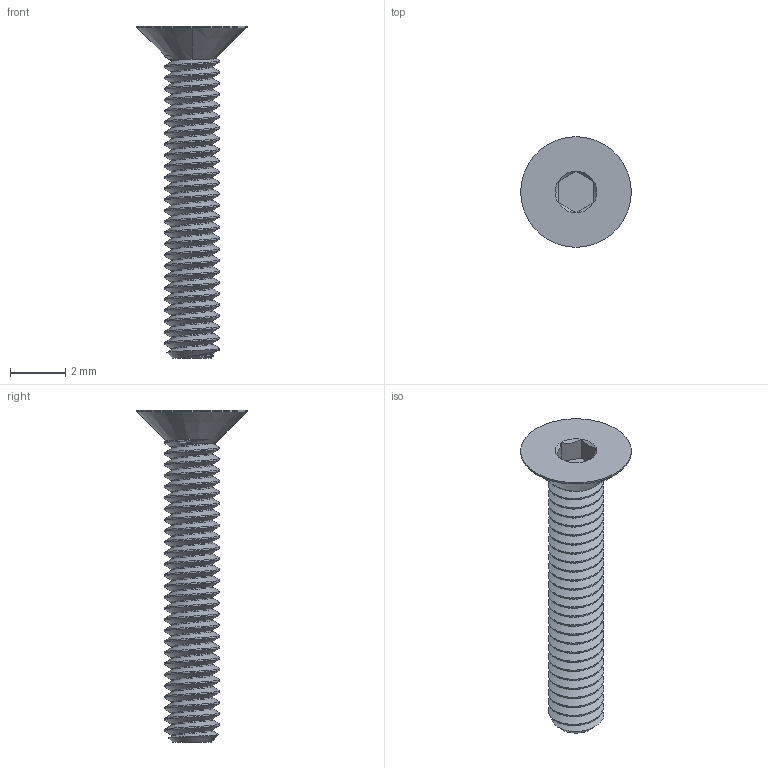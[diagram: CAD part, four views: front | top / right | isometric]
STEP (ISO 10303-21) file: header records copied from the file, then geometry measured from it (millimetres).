
FILE_DESCRIPTION (( 'STEP AP203' ), '1' );
FILE_NAME ('92125A058_18-8 Stainless Steel Hex Drive Flat Head Screw.STEP', '2022-09-01T15:27:10', ( 'Administrator' ), ( 'Managed by Terraform' ), 'SwSTEP 2.0', 'SolidWorks 2017', '' );
FILE_SCHEMA (( 'CONFIG_CONTROL_DESIGN' ));
Length unit declared in the file: millimetre
Products named in the file (1): 92125A058_18-8 Stainless Steel Hex Drive Flat Head Screw
Bounding box: 4 x 4 x 12 mm (x, y, z)
Volume: 33.2 mm3; surface area: 136.3 mm2
Topology: 1 solids, 1 shells, 81 faces, 220 edges, 142 vertices
Faces by surface type: cylinder 56, cone 12, plane 10, bspline 3
Entity records: 5771 total; most frequent: CARTESIAN_POINT 4021, ORIENTED_EDGE 440, DIRECTION 265, EDGE_CURVE 220, VERTEX_POINT 142, AXIS2_PLACEMENT_3D 96, EDGE_LOOP 82, ADVANCED_FACE 81
